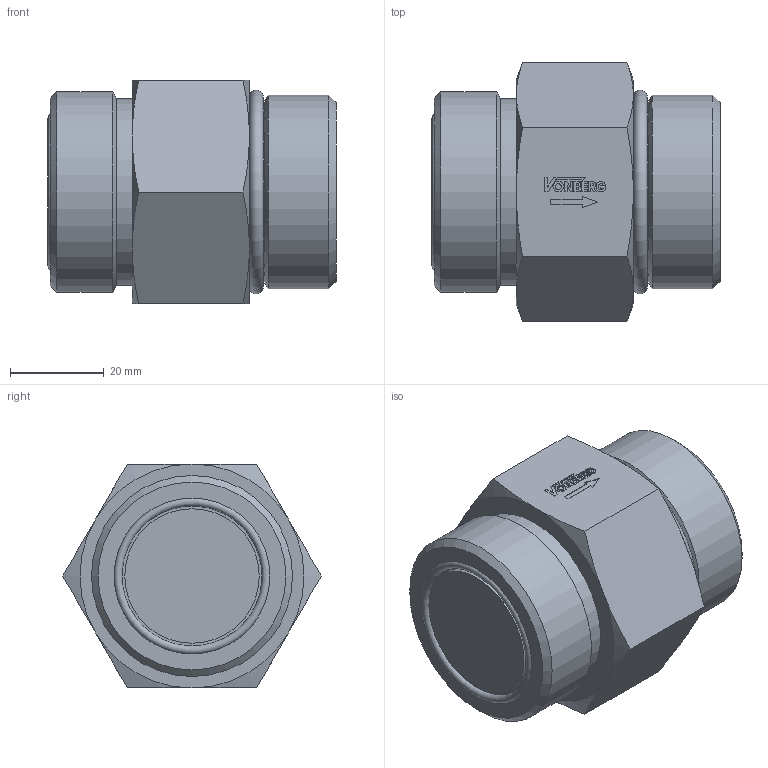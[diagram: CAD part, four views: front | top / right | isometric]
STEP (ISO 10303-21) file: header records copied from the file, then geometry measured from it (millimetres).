
FILE_DESCRIPTION((''),'2;1');
FILE_NAME('1920J.stp','2015-01-02T10:47:14',('jml'),(''),'Autodesk Inventor 2010','Autodesk Inventor 2010','');
FILE_SCHEMA(('AUTOMOTIVE_DESIGN { 1 0 10303 214 1 1 1 1 }'));
Length unit declared in the file: inch
Products named in the file (4): 1920J; 221480; 025 O-RING; 920 O-RING
Assembly tree (3 placements, depth 2):
  1920J
    221480
    025 O-RING
    920 O-RING
Bounding box: 61.42 x 55.14 x 47.75 mm (x, y, z)
Volume: 98292.1 mm3; surface area: 15026.7 mm2
Topology: 3 solids, 3 shells, 135 faces, 326 edges, 211 vertices
Faces by surface type: plane 96, cylinder 21, cone 16, torus 2
Full cylindrical faces by diameter (mm): 1.218 x1, 28.677 x1, 33.249 x1, 38.329 x1, 39.878 x1, 41.275 x1, 42.85 x1
Entity records: 3969 total; most frequent: CARTESIAN_POINT 716, DIRECTION 636, ORIENTED_EDGE 630, EDGE_CURVE 315, VECTOR 230, LINE 230, VERTEX_POINT 211, AXIS2_PLACEMENT_3D 203
